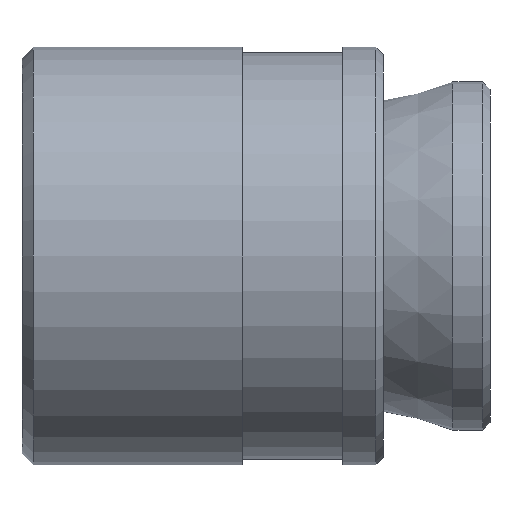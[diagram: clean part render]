
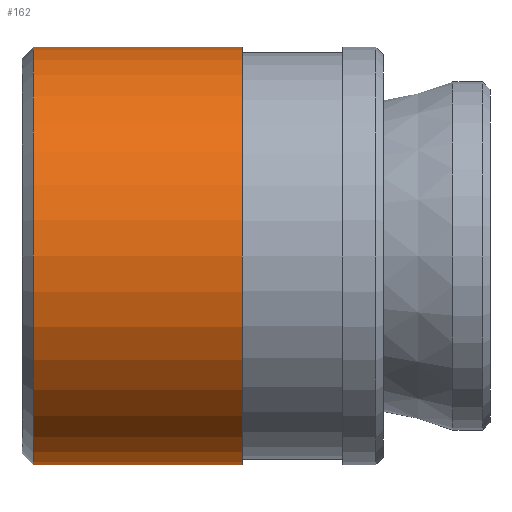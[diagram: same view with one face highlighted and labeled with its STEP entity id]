
A CAD part, front view. The second image highlights one B-rep face of the part: STEP entity #162.
In plain terms, the highlighted cylindrical face has radius 14.287 mm (diameter 28.575 mm), a full revolution.
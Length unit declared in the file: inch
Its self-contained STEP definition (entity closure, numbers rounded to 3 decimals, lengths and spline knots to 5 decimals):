
#111=CARTESIAN_POINT('',(0.03,0.5625,0.));
#112=VERTEX_POINT('',#111);
#113=CARTESIAN_POINT('',(0.03,0.0,0.0));
#114=DIRECTION('',(-1.0,0.0,0.0));
#115=DIRECTION('',(0.0,-1.0,0.0));
#116=AXIS2_PLACEMENT_3D('',#113,#114,#115);
#117=CIRCLE('',#116,0.5625);
#118=EDGE_CURVE('',#112,#112,#117,.T.);
#143=CARTESIAN_POINT('',(0.2965,0.0,0.0));
#144=DIRECTION('',(1.0,0.0,0.0));
#145=DIRECTION('',(0.0,1.0,0.0));
#146=AXIS2_PLACEMENT_3D('',#143,#144,#145);
#147=CYLINDRICAL_SURFACE('',#146,0.5625);
#148=CARTESIAN_POINT('',(0.593,0.5625,0.0));
#149=VERTEX_POINT('',#148);
#150=CARTESIAN_POINT('',(0.593,0.0,0.0));
#151=DIRECTION('',(1.0,0.0,0.0));
#152=DIRECTION('',(0.0,1.0,0.0));
#153=AXIS2_PLACEMENT_3D('',#150,#151,#152);
#154=CIRCLE('',#153,0.5625);
#155=EDGE_CURVE('',#149,#149,#154,.T.);
#156=ORIENTED_EDGE('',*,*,#155,.F.);
#157=EDGE_LOOP('',(#156));
#158=FACE_OUTER_BOUND('',#157,.T.);
#159=ORIENTED_EDGE('',*,*,#118,.F.);
#160=EDGE_LOOP('',(#159));
#161=FACE_BOUND('',#160,.T.);
#162=ADVANCED_FACE('',(#158,#161),#147,.T.);
